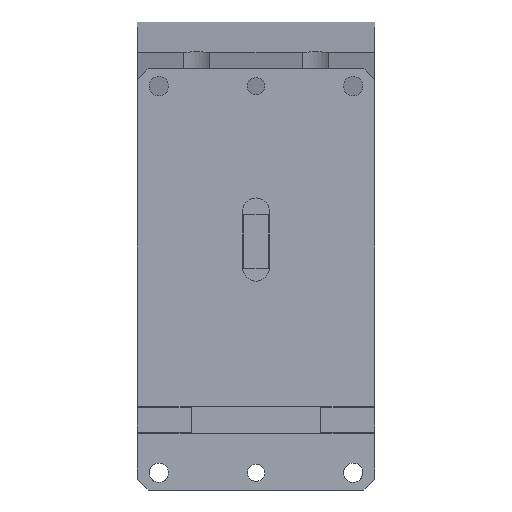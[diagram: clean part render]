
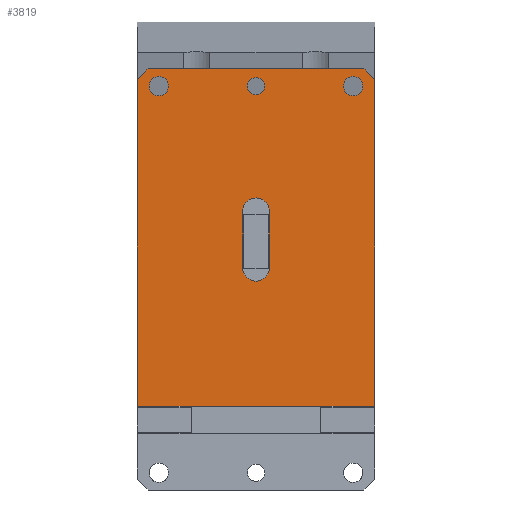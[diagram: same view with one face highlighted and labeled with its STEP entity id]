
A CAD part, front view. The second image highlights one B-rep face of the part: STEP entity #3819.
In plain terms, the highlighted planar face has unit normal (0, -1, 0).
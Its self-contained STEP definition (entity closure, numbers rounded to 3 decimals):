
#715=CARTESIAN_POINT('Axis2P3D Location',(110.,-158.627,-29.172)) ;
#1236=CARTESIAN_POINT('Vertex',(90.,-158.627,-36.172)) ;
#1250=CARTESIAN_POINT('Vertex',(90.,-158.627,-54.172)) ;
#1253=CARTESIAN_POINT('Axis2P3D Location',(90.,-158.627,-45.172)) ;
#1270=CARTESIAN_POINT('Line Origine',(-105.,-158.627,-34.172)) ;
#1274=CARTESIAN_POINT('Vertex',(-110.,-158.627,-39.172)) ;
#1276=CARTESIAN_POINT('Vertex',(-100.,-158.627,-29.172)) ;
#1316=CARTESIAN_POINT('Vertex',(100.,-158.627,-29.172)) ;
#1324=CARTESIAN_POINT('Line Origine',(0.,-158.627,-29.172)) ;
#1341=CARTESIAN_POINT('Line Origine',(105.,-158.627,-34.172)) ;
#1345=CARTESIAN_POINT('Vertex',(110.,-158.627,-39.172)) ;
#1378=CARTESIAN_POINT('Vertex',(12.5,-158.627,-214.172)) ;
#1392=CARTESIAN_POINT('Vertex',(12.5,-158.627,-215.172)) ;
#1395=CARTESIAN_POINT('Line Origine',(12.5,-158.627,-214.672)) ;
#1423=CARTESIAN_POINT('Vertex',(12.339,-158.627,-215.172)) ;
#1426=CARTESIAN_POINT('Line Origine',(12.419,-158.627,-215.172)) ;
#1443=CARTESIAN_POINT('Axis2P3D Location',(0.,-158.627,-213.172)) ;
#1447=CARTESIAN_POINT('Vertex',(-12.339,-158.627,-215.172)) ;
#1475=CARTESIAN_POINT('Vertex',(12.5,-158.627,-164.172)) ;
#1478=CARTESIAN_POINT('Line Origine',(12.5,-158.627,-162.672)) ;
#1482=CARTESIAN_POINT('Vertex',(12.5,-158.627,-161.172)) ;
#1509=CARTESIAN_POINT('Axis2P3D Location',(0.,-158.627,-161.172)) ;
#1513=CARTESIAN_POINT('Vertex',(0.,-158.627,-148.672)) ;
#1515=CARTESIAN_POINT('Vertex',(-12.5,-158.627,-161.172)) ;
#1583=CARTESIAN_POINT('Vertex',(-12.5,-158.627,-164.172)) ;
#1588=CARTESIAN_POINT('Line Origine',(-12.5,-158.627,-189.172)) ;
#1592=CARTESIAN_POINT('Vertex',(-12.5,-158.627,-214.172)) ;
#1619=CARTESIAN_POINT('Line Origine',(-12.5,-158.627,-162.672)) ;
#1638=CARTESIAN_POINT('Line Origine',(-12.5,-158.627,-214.672)) ;
#1642=CARTESIAN_POINT('Vertex',(-12.5,-158.627,-215.172)) ;
#2120=CARTESIAN_POINT('Axis2P3D Location',(0.,-158.627,-161.172)) ;
#2973=CARTESIAN_POINT('Vertex',(60.,-158.627,-341.672)) ;
#2976=CARTESIAN_POINT('Line Origine',(0.,-158.627,-341.672)) ;
#2980=CARTESIAN_POINT('Vertex',(-60.,-158.627,-341.672)) ;
#3016=CARTESIAN_POINT('Vertex',(110.,-158.627,-341.672)) ;
#3021=CARTESIAN_POINT('Line Origine',(85.,-158.627,-341.672)) ;
#3198=CARTESIAN_POINT('Line Origine',(110.,-158.627,-190.422)) ;
#3236=CARTESIAN_POINT('Vertex',(0.,-158.627,-37.172)) ;
#3250=CARTESIAN_POINT('Vertex',(0.,-158.627,-53.172)) ;
#3253=CARTESIAN_POINT('Axis2P3D Location',(0.,-158.627,-45.172)) ;
#3275=CARTESIAN_POINT('Axis2P3D Location',(0.,-158.627,-45.172)) ;
#3416=CARTESIAN_POINT('Vertex',(-90.,-158.627,-36.172)) ;
#3430=CARTESIAN_POINT('Vertex',(-90.,-158.627,-54.172)) ;
#3433=CARTESIAN_POINT('Axis2P3D Location',(-90.,-158.627,-45.172)) ;
#3455=CARTESIAN_POINT('Axis2P3D Location',(-90.,-158.627,-45.172)) ;
#3750=CARTESIAN_POINT('Axis2P3D Location',(90.,-158.627,-45.172)) ;
#3762=CARTESIAN_POINT('Line Origine',(-110.,-158.627,-190.422)) ;
#3766=CARTESIAN_POINT('Vertex',(-110.,-158.627,-341.672)) ;
#3769=CARTESIAN_POINT('Line Origine',(-85.,-158.627,-341.672)) ;
#3784=CARTESIAN_POINT('Line Origine',(12.5,-158.627,-189.172)) ;
#3789=CARTESIAN_POINT('Line Origine',(-12.419,-158.627,-215.172)) ;
#716=DIRECTION('Axis2P3D Direction',(0.,1.,0.)) ;
#717=DIRECTION('Axis2P3D XDirection',(0.,0.,1.)) ;
#1254=DIRECTION('Axis2P3D Direction',(0.,-1.,0.)) ;
#1271=DIRECTION('Vector Direction',(0.707,0.,0.707)) ;
#1325=DIRECTION('Vector Direction',(1.,0.,0.)) ;
#1342=DIRECTION('Vector Direction',(0.707,0.,-0.707)) ;
#1396=DIRECTION('Vector Direction',(0.,0.,1.)) ;
#1427=DIRECTION('Vector Direction',(1.,0.,0.)) ;
#1444=DIRECTION('Axis2P3D Direction',(0.,-1.,0.)) ;
#1479=DIRECTION('Vector Direction',(0.,0.,1.)) ;
#1510=DIRECTION('Axis2P3D Direction',(0.,-1.,0.)) ;
#1589=DIRECTION('Vector Direction',(0.,0.,-1.)) ;
#1620=DIRECTION('Vector Direction',(0.,0.,-1.)) ;
#1639=DIRECTION('Vector Direction',(0.,0.,-1.)) ;
#2121=DIRECTION('Axis2P3D Direction',(0.,-1.,0.)) ;
#2977=DIRECTION('Vector Direction',(-1.,0.,0.)) ;
#3022=DIRECTION('Vector Direction',(-1.,0.,0.)) ;
#3199=DIRECTION('Vector Direction',(0.,0.,-1.)) ;
#3254=DIRECTION('Axis2P3D Direction',(0.,-1.,0.)) ;
#3276=DIRECTION('Axis2P3D Direction',(0.,-1.,0.)) ;
#3434=DIRECTION('Axis2P3D Direction',(0.,-1.,0.)) ;
#3456=DIRECTION('Axis2P3D Direction',(0.,-1.,0.)) ;
#3751=DIRECTION('Axis2P3D Direction',(0.,-1.,0.)) ;
#3763=DIRECTION('Vector Direction',(0.,0.,-1.)) ;
#3770=DIRECTION('Vector Direction',(-1.,0.,0.)) ;
#3785=DIRECTION('Vector Direction',(0.,0.,1.)) ;
#3790=DIRECTION('Vector Direction',(1.,0.,0.)) ;
#718=AXIS2_PLACEMENT_3D('Plane Axis2P3D',#715,#716,#717) ;
#1255=AXIS2_PLACEMENT_3D('Circle Axis2P3D',#1253,#1254,$) ;
#1445=AXIS2_PLACEMENT_3D('Circle Axis2P3D',#1443,#1444,$) ;
#1511=AXIS2_PLACEMENT_3D('Circle Axis2P3D',#1509,#1510,$) ;
#2122=AXIS2_PLACEMENT_3D('Circle Axis2P3D',#2120,#2121,$) ;
#3255=AXIS2_PLACEMENT_3D('Circle Axis2P3D',#3253,#3254,$) ;
#3277=AXIS2_PLACEMENT_3D('Circle Axis2P3D',#3275,#3276,$) ;
#3435=AXIS2_PLACEMENT_3D('Circle Axis2P3D',#3433,#3434,$) ;
#3457=AXIS2_PLACEMENT_3D('Circle Axis2P3D',#3455,#3456,$) ;
#3752=AXIS2_PLACEMENT_3D('Circle Axis2P3D',#3750,#3751,$) ;
#3775=ORIENTED_EDGE('',*,*,#1328,.F.) ;
#3776=ORIENTED_EDGE('',*,*,#1278,.F.) ;
#3777=ORIENTED_EDGE('',*,*,#3768,.T.) ;
#3778=ORIENTED_EDGE('',*,*,#3773,.T.) ;
#3779=ORIENTED_EDGE('',*,*,#2982,.T.) ;
#3780=ORIENTED_EDGE('',*,*,#3025,.T.) ;
#3781=ORIENTED_EDGE('',*,*,#3202,.F.) ;
#3782=ORIENTED_EDGE('',*,*,#1347,.F.) ;
#3795=ORIENTED_EDGE('',*,*,#1644,.F.) ;
#3796=ORIENTED_EDGE('',*,*,#1594,.F.) ;
#3797=ORIENTED_EDGE('',*,*,#1623,.F.) ;
#3798=ORIENTED_EDGE('',*,*,#1517,.F.) ;
#3799=ORIENTED_EDGE('',*,*,#2124,.F.) ;
#3800=ORIENTED_EDGE('',*,*,#1484,.F.) ;
#3801=ORIENTED_EDGE('',*,*,#3788,.F.) ;
#3802=ORIENTED_EDGE('',*,*,#1399,.F.) ;
#3803=ORIENTED_EDGE('',*,*,#1430,.F.) ;
#3804=ORIENTED_EDGE('',*,*,#1449,.T.) ;
#3805=ORIENTED_EDGE('',*,*,#3793,.F.) ;
#3808=ORIENTED_EDGE('',*,*,#3459,.F.) ;
#3809=ORIENTED_EDGE('',*,*,#3437,.F.) ;
#3812=ORIENTED_EDGE('',*,*,#3279,.F.) ;
#3813=ORIENTED_EDGE('',*,*,#3257,.F.) ;
#3816=ORIENTED_EDGE('',*,*,#3754,.F.) ;
#3817=ORIENTED_EDGE('',*,*,#1257,.F.) ;
#3806=FACE_BOUND('',#3794,.T.) ;
#3810=FACE_BOUND('',#3807,.T.) ;
#3814=FACE_BOUND('',#3811,.T.) ;
#3818=FACE_BOUND('',#3815,.T.) ;
#1272=VECTOR('Line Direction',#1271,1.) ;
#1326=VECTOR('Line Direction',#1325,1.) ;
#1343=VECTOR('Line Direction',#1342,1.) ;
#1397=VECTOR('Line Direction',#1396,1.) ;
#1428=VECTOR('Line Direction',#1427,1.) ;
#1480=VECTOR('Line Direction',#1479,1.) ;
#1590=VECTOR('Line Direction',#1589,1.) ;
#1621=VECTOR('Line Direction',#1620,1.) ;
#1640=VECTOR('Line Direction',#1639,1.) ;
#2978=VECTOR('Line Direction',#2977,1.) ;
#3023=VECTOR('Line Direction',#3022,1.) ;
#3200=VECTOR('Line Direction',#3199,1.) ;
#3764=VECTOR('Line Direction',#3763,1.) ;
#3771=VECTOR('Line Direction',#3770,1.) ;
#3786=VECTOR('Line Direction',#3785,1.) ;
#3791=VECTOR('Line Direction',#3790,1.) ;
#3819=ADVANCED_FACE('CAM HOLDER',(#3783,#3806,#3810,#3814,#3818),#719,.F.) ;
#1256=CIRCLE('generated circle',#1255,9.) ;
#1446=CIRCLE('generated circle',#1445,12.5) ;
#1512=CIRCLE('generated circle',#1511,12.5) ;
#2123=CIRCLE('generated circle',#2122,12.5) ;
#3256=CIRCLE('generated circle',#3255,8.) ;
#3278=CIRCLE('generated circle',#3277,8.) ;
#3436=CIRCLE('generated circle',#3435,9.) ;
#3458=CIRCLE('generated circle',#3457,9.) ;
#3753=CIRCLE('generated circle',#3752,9.) ;
#1257=EDGE_CURVE('',#1251,#1237,#1256,.T.) ;
#1278=EDGE_CURVE('',#1275,#1277,#1273,.T.) ;
#1328=EDGE_CURVE('',#1277,#1317,#1327,.T.) ;
#1347=EDGE_CURVE('',#1317,#1346,#1344,.T.) ;
#1399=EDGE_CURVE('',#1393,#1379,#1398,.T.) ;
#1430=EDGE_CURVE('',#1424,#1393,#1429,.T.) ;
#1449=EDGE_CURVE('',#1424,#1448,#1446,.F.) ;
#1484=EDGE_CURVE('',#1476,#1483,#1481,.T.) ;
#1517=EDGE_CURVE('',#1514,#1516,#1512,.T.) ;
#1594=EDGE_CURVE('',#1584,#1593,#1591,.T.) ;
#1623=EDGE_CURVE('',#1516,#1584,#1622,.T.) ;
#1644=EDGE_CURVE('',#1593,#1643,#1641,.T.) ;
#2124=EDGE_CURVE('',#1483,#1514,#2123,.T.) ;
#2982=EDGE_CURVE('',#2981,#2974,#2979,.F.) ;
#3025=EDGE_CURVE('',#2974,#3017,#3024,.F.) ;
#3202=EDGE_CURVE('',#1346,#3017,#3201,.T.) ;
#3257=EDGE_CURVE('',#3251,#3237,#3256,.T.) ;
#3279=EDGE_CURVE('',#3237,#3251,#3278,.T.) ;
#3437=EDGE_CURVE('',#3431,#3417,#3436,.T.) ;
#3459=EDGE_CURVE('',#3417,#3431,#3458,.T.) ;
#3754=EDGE_CURVE('',#1237,#1251,#3753,.T.) ;
#3768=EDGE_CURVE('',#1275,#3767,#3765,.T.) ;
#3773=EDGE_CURVE('',#3767,#2981,#3772,.F.) ;
#3788=EDGE_CURVE('',#1379,#1476,#3787,.T.) ;
#3793=EDGE_CURVE('',#1643,#1448,#3792,.T.) ;
#3774=EDGE_LOOP('',(#3775,#3776,#3777,#3778,#3779,#3780,#3781,#3782)) ;
#3794=EDGE_LOOP('',(#3795,#3796,#3797,#3798,#3799,#3800,#3801,#3802,#3803,#3804,#3805)) ;
#3807=EDGE_LOOP('',(#3808,#3809)) ;
#3811=EDGE_LOOP('',(#3812,#3813)) ;
#3815=EDGE_LOOP('',(#3816,#3817)) ;
#3783=FACE_OUTER_BOUND('',#3774,.T.) ;
#1273=LINE('Line',#1270,#1272) ;
#1327=LINE('Line',#1324,#1326) ;
#1344=LINE('Line',#1341,#1343) ;
#1398=LINE('Line',#1395,#1397) ;
#1429=LINE('Line',#1426,#1428) ;
#1481=LINE('Line',#1478,#1480) ;
#1591=LINE('Line',#1588,#1590) ;
#1622=LINE('Line',#1619,#1621) ;
#1641=LINE('Line',#1638,#1640) ;
#2979=LINE('Line',#2976,#2978) ;
#3024=LINE('Line',#3021,#3023) ;
#3201=LINE('Line',#3198,#3200) ;
#3765=LINE('Line',#3762,#3764) ;
#3772=LINE('Line',#3769,#3771) ;
#3787=LINE('Line',#3784,#3786) ;
#3792=LINE('Line',#3789,#3791) ;
#719=PLANE('Plane',#718) ;
#1237=VERTEX_POINT('',#1236) ;
#1251=VERTEX_POINT('',#1250) ;
#1275=VERTEX_POINT('',#1274) ;
#1277=VERTEX_POINT('',#1276) ;
#1317=VERTEX_POINT('',#1316) ;
#1346=VERTEX_POINT('',#1345) ;
#1379=VERTEX_POINT('',#1378) ;
#1393=VERTEX_POINT('',#1392) ;
#1424=VERTEX_POINT('',#1423) ;
#1448=VERTEX_POINT('',#1447) ;
#1476=VERTEX_POINT('',#1475) ;
#1483=VERTEX_POINT('',#1482) ;
#1514=VERTEX_POINT('',#1513) ;
#1516=VERTEX_POINT('',#1515) ;
#1584=VERTEX_POINT('',#1583) ;
#1593=VERTEX_POINT('',#1592) ;
#1643=VERTEX_POINT('',#1642) ;
#2974=VERTEX_POINT('',#2973) ;
#2981=VERTEX_POINT('',#2980) ;
#3017=VERTEX_POINT('',#3016) ;
#3237=VERTEX_POINT('',#3236) ;
#3251=VERTEX_POINT('',#3250) ;
#3417=VERTEX_POINT('',#3416) ;
#3431=VERTEX_POINT('',#3430) ;
#3767=VERTEX_POINT('',#3766) ;
